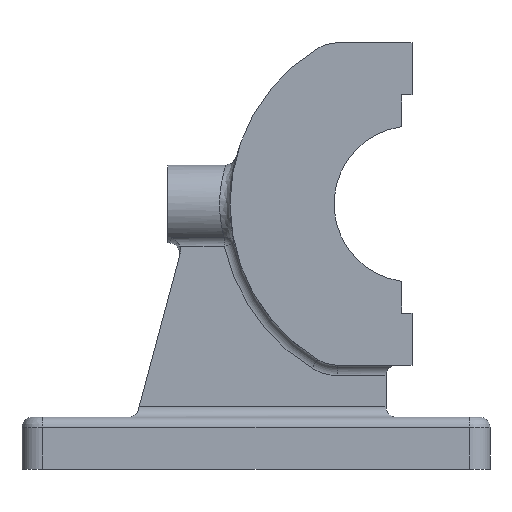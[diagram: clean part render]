
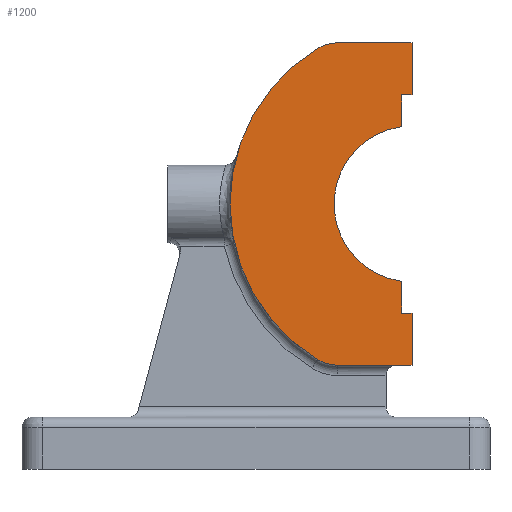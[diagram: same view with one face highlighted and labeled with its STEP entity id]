
A CAD part, left-side view. The second image highlights one B-rep face of the part: STEP entity #1200.
In plain terms, the highlighted planar face has unit normal (-1, 0, 0).
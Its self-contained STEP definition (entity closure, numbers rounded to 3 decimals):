
#88=PLANE('',#1338);
#157=FACE_OUTER_BOUND('',#235,.T.);
#235=EDGE_LOOP('',(#1023,#1024,#1025,#1026,#1027,#1028,#1029,#1030,#1031,
#1032,#1033,#1034));
#320=LINE('',#2325,#408);
#321=LINE('',#2327,#409);
#322=LINE('',#2329,#410);
#323=LINE('',#2331,#411);
#324=LINE('',#2334,#412);
#325=LINE('',#2336,#413);
#326=LINE('',#2338,#414);
#327=LINE('',#2339,#415);
#408=VECTOR('',#1667,12.268);
#409=VECTOR('',#1668,4.);
#410=VECTOR('',#1669,20.);
#411=VECTOR('',#1670,28.566);
#412=VECTOR('',#1673,28.566);
#413=VECTOR('',#1674,20.);
#414=VECTOR('',#1675,4.);
#415=VECTOR('',#1676,12.268);
#472=CIRCLE('',#1294,70.);
#480=CIRCLE('',#1318,15.);
#482=CIRCLE('',#1321,30.);
#491=CIRCLE('',#1339,15.);
#557=VERTEX_POINT('',#2193);
#558=VERTEX_POINT('',#2195);
#567=VERTEX_POINT('',#2263);
#570=VERTEX_POINT('',#2270);
#571=VERTEX_POINT('',#2272);
#588=VERTEX_POINT('',#2324);
#589=VERTEX_POINT('',#2326);
#590=VERTEX_POINT('',#2328);
#591=VERTEX_POINT('',#2330);
#592=VERTEX_POINT('',#2333);
#593=VERTEX_POINT('',#2335);
#594=VERTEX_POINT('',#2337);
#702=EDGE_CURVE('',#557,#558,#472,.T.);
#717=EDGE_CURVE('',#567,#557,#480,.T.);
#720=EDGE_CURVE('',#570,#571,#482,.T.);
#746=EDGE_CURVE('',#588,#570,#320,.T.);
#747=EDGE_CURVE('',#589,#588,#321,.T.);
#748=EDGE_CURVE('',#590,#589,#322,.T.);
#749=EDGE_CURVE('',#591,#590,#323,.T.);
#750=EDGE_CURVE('',#558,#591,#491,.T.);
#751=EDGE_CURVE('',#592,#567,#324,.T.);
#752=EDGE_CURVE('',#593,#592,#325,.T.);
#753=EDGE_CURVE('',#594,#593,#326,.T.);
#754=EDGE_CURVE('',#571,#594,#327,.T.);
#1023=ORIENTED_EDGE('',*,*,#746,.F.);
#1024=ORIENTED_EDGE('',*,*,#747,.F.);
#1025=ORIENTED_EDGE('',*,*,#748,.F.);
#1026=ORIENTED_EDGE('',*,*,#749,.F.);
#1027=ORIENTED_EDGE('',*,*,#750,.F.);
#1028=ORIENTED_EDGE('',*,*,#702,.F.);
#1029=ORIENTED_EDGE('',*,*,#717,.F.);
#1030=ORIENTED_EDGE('',*,*,#751,.F.);
#1031=ORIENTED_EDGE('',*,*,#752,.F.);
#1032=ORIENTED_EDGE('',*,*,#753,.F.);
#1033=ORIENTED_EDGE('',*,*,#754,.F.);
#1034=ORIENTED_EDGE('',*,*,#720,.F.);
#1200=ADVANCED_FACE('',(#157),#88,.F.);
#1294=AXIS2_PLACEMENT_3D('',#2196,#1557,#1558);
#1318=AXIS2_PLACEMENT_3D('',#2265,#1607,#1608);
#1321=AXIS2_PLACEMENT_3D('',#2273,#1614,#1615);
#1338=AXIS2_PLACEMENT_3D('',#2323,#1665,#1666);
#1339=AXIS2_PLACEMENT_3D('',#2332,#1671,#1672);
#1557=DIRECTION('center_axis',(1.,0.,0.));
#1558=DIRECTION('ref_axis',(0.,-0.519,0.855));
#1607=DIRECTION('center_axis',(1.,0.,0.));
#1608=DIRECTION('ref_axis',(0.,0.,1.));
#1614=DIRECTION('center_axis',(-1.,0.,0.));
#1615=DIRECTION('ref_axis',(0.,-0.133,0.991));
#1665=DIRECTION('center_axis',(1.,0.,0.));
#1666=DIRECTION('ref_axis',(0.,0.,-1.));
#1667=DIRECTION('',(0.,0.,-1.));
#1668=DIRECTION('',(0.,1.,0.));
#1669=DIRECTION('',(0.,0.,-1.));
#1670=DIRECTION('',(0.,-1.,0.));
#1671=DIRECTION('center_axis',(1.,0.,0.));
#1672=DIRECTION('ref_axis',(0.,-0.519,-0.855));
#1673=DIRECTION('',(0.,1.,0.));
#1674=DIRECTION('',(0.,0.,-1.));
#1675=DIRECTION('',(0.,-1.,0.));
#1676=DIRECTION('',(0.,0.,-1.));
#2193=CARTESIAN_POINT('',(-25.,-23.644,42.182));
#2195=CARTESIAN_POINT('',(-25.,-23.644,161.818));
#2196=CARTESIAN_POINT('Origin',(-25.,-60.,102.));
#2263=CARTESIAN_POINT('',(-25.,-31.434,40.));
#2265=CARTESIAN_POINT('Origin',(-25.,-31.434,55.));
#2270=CARTESIAN_POINT('',(-25.,-56.,131.732));
#2272=CARTESIAN_POINT('',(-25.,-56.,72.268));
#2273=CARTESIAN_POINT('Origin',(-25.,-60.,102.));
#2323=CARTESIAN_POINT('Origin',(-25.,-23.116,102.));
#2324=CARTESIAN_POINT('',(-25.,-56.,144.));
#2325=CARTESIAN_POINT('',(-25.,-56.,142.));
#2326=CARTESIAN_POINT('',(-25.,-60.,144.));
#2327=CARTESIAN_POINT('',(-25.,-56.,144.));
#2328=CARTESIAN_POINT('',(-25.,-60.,164.));
#2329=CARTESIAN_POINT('',(-25.,-60.,144.));
#2330=CARTESIAN_POINT('',(-25.,-31.434,164.));
#2331=CARTESIAN_POINT('',(-25.,-60.,164.));
#2332=CARTESIAN_POINT('Origin',(-25.,-31.434,149.));
#2333=CARTESIAN_POINT('',(-25.,-60.,40.));
#2334=CARTESIAN_POINT('',(-25.,-31.434,40.));
#2335=CARTESIAN_POINT('',(-25.,-60.,60.));
#2336=CARTESIAN_POINT('',(-25.,-60.,40.));
#2337=CARTESIAN_POINT('',(-25.,-56.,60.));
#2338=CARTESIAN_POINT('',(-25.,-60.,60.));
#2339=CARTESIAN_POINT('',(-25.,-56.,60.));
